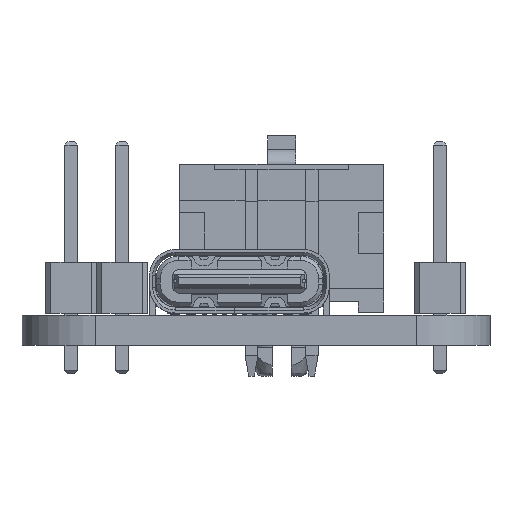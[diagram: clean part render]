
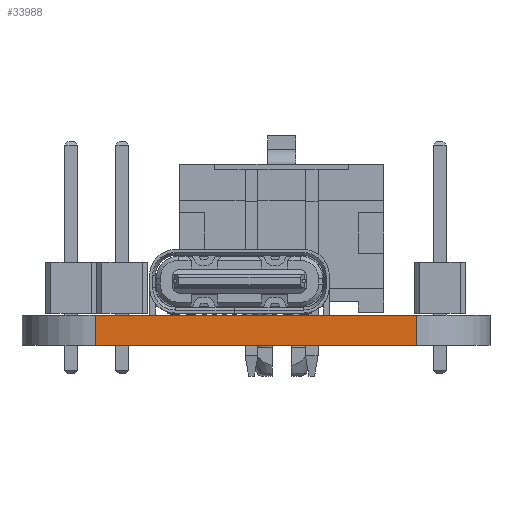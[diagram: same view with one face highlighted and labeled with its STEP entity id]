
A CAD part, front view. The second image highlights one B-rep face of the part: STEP entity #33988.
In plain terms, the highlighted planar face has unit normal (0, -1, 0).
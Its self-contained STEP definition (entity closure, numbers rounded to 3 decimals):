
#32887 = VERTEX_POINT('',#32888);
#32888 = CARTESIAN_POINT('',(178.45,-77.3,0.));
#32895 = EDGE_CURVE('',#32896,#32887,#32898,.T.);
#32896 = VERTEX_POINT('',#32897);
#32897 = CARTESIAN_POINT('',(194.45,-77.3,0.));
#32898 = LINE('',#32899,#32900);
#32899 = CARTESIAN_POINT('',(194.45,-77.3,0.));
#32900 = VECTOR('',#32901,1.);
#32901 = DIRECTION('',(-1.,0.,0.));
#33424 = VERTEX_POINT('',#33425);
#33425 = CARTESIAN_POINT('',(178.45,-77.3,1.51));
#33432 = EDGE_CURVE('',#33433,#33424,#33435,.T.);
#33433 = VERTEX_POINT('',#33434);
#33434 = CARTESIAN_POINT('',(194.45,-77.3,1.51));
#33435 = LINE('',#33436,#33437);
#33436 = CARTESIAN_POINT('',(194.45,-77.3,1.51));
#33437 = VECTOR('',#33438,1.);
#33438 = DIRECTION('',(-1.,0.,0.));
#33960 = EDGE_CURVE('',#32896,#33433,#33961,.T.);
#33961 = LINE('',#33962,#33963);
#33962 = CARTESIAN_POINT('',(194.45,-77.3,0.));
#33963 = VECTOR('',#33964,1.);
#33964 = DIRECTION('',(0.,0.,1.));
#33988 = ADVANCED_FACE('',(#33989),#34000,.T.);
#33989 = FACE_BOUND('',#33990,.T.);
#33990 = EDGE_LOOP('',(#33991,#33992,#33993,#33999));
#33991 = ORIENTED_EDGE('',*,*,#33960,.T.);
#33992 = ORIENTED_EDGE('',*,*,#33432,.T.);
#33993 = ORIENTED_EDGE('',*,*,#33994,.F.);
#33994 = EDGE_CURVE('',#32887,#33424,#33995,.T.);
#33995 = LINE('',#33996,#33997);
#33996 = CARTESIAN_POINT('',(178.45,-77.3,0.));
#33997 = VECTOR('',#33998,1.);
#33998 = DIRECTION('',(0.,0.,1.));
#33999 = ORIENTED_EDGE('',*,*,#32895,.F.);
#34000 = PLANE('',#34001);
#34001 = AXIS2_PLACEMENT_3D('',#34002,#34003,#34004);
#34002 = CARTESIAN_POINT('',(194.45,-77.3,0.));
#34003 = DIRECTION('',(0.,-1.,0.));
#34004 = DIRECTION('',(-1.,0.,0.));
